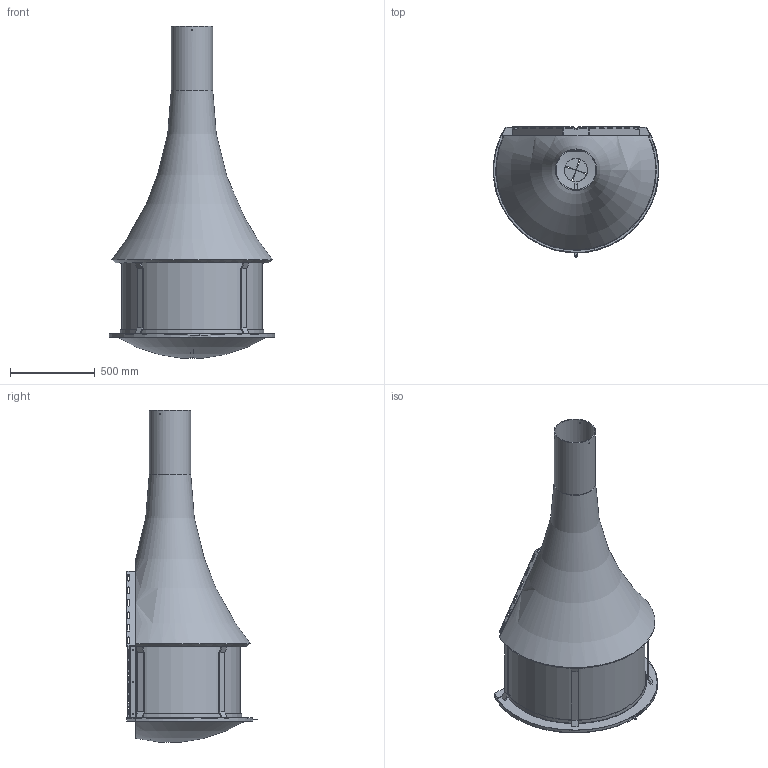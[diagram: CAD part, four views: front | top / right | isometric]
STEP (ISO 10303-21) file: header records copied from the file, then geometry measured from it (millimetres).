
FILE_DESCRIPTION(('STEP AP214'),'1');
FILE_NAME(' standard.stp','2016-12-08T10:52:00',(' '),(' '),'Spatial InterOp 3D',' ',' ');
FILE_SCHEMA(('automotive_design'));
Length unit declared in the file: millimetre
Products named in the file (16): Vitre Simul; Cornière gauche (Isolation face arrière foyer); Cornière droite (Isolation face arrière foyer); Plat de 50 mm ép 3 mm; Support isolation Hotte; Barreau; Face arrière foyer; Face arrière hotte; Palette A.A.F; Plateau; Rail; Conduit; Hotte; Plateau repoussé; Fond bombé
Assembly tree (18 placements, depth 2):
  (unnamed)
    Vitre Simul
    Cornière gauche (Isolation face arrière foyer)
    Cornière droite (Isolation face arrière foyer)
    Plat de 50 mm ép 3 mm
    Support isolation Hotte
    Barreau  x4
    Face arrière foyer
    Face arrière hotte
    Palette A.A.F
    Plateau
    Rail
    Conduit
    Hotte
    Plateau repoussé
    Fond bombé
Bounding box: 976.96 x 770 x 1963.29 mm (x, y, z)
Volume: 14940349.7 mm3; surface area: 9336690.5 mm2
Topology: 18 solids, 18 shells, 773 faces, 2141 edges, 1395 vertices
Faces by surface type: plane 569, cylinder 187, torus 8, cone 6, sphere 2, extrusion 1
Full cylindrical faces by diameter (mm): 4.2 x2, 6 x8, 6.2 x1, 7.2 x10, 8 x3, 135 x1, 236.5 x1, 244.5 x1
Entity records: 30981 total; most frequent: CARTESIAN_POINT 5316, ORIENTED_EDGE 4034, DIRECTION 3862, EDGE_CURVE 2017, VECTOR 1588, LINE 1587, VERTEX_POINT 1326, AXIS2_PLACEMENT_3D 1137
